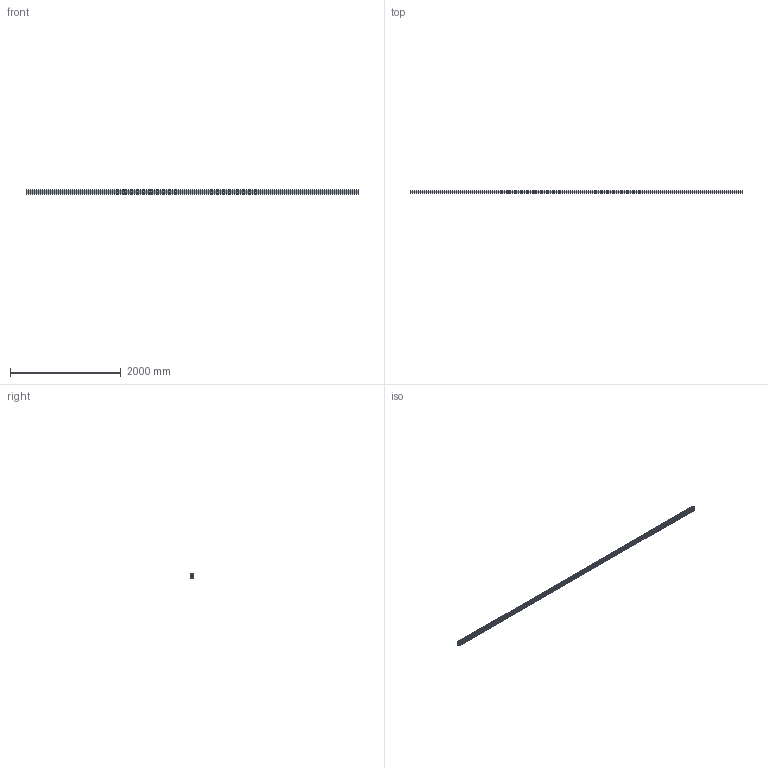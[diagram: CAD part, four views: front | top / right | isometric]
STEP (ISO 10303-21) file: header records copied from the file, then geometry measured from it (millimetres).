
FILE_DESCRIPTION (( 'STEP AP214' ), '1' );
FILE_NAME ('202078_Profil 8 40x80EL.STEP', '2019-02-06T08:09:49', ( '' ), ( '' ), 'SwSTEP 2.0', 'SolidWorks 2017', '' );
FILE_SCHEMA (( 'AUTOMOTIVE_DESIGN' ));
Length unit declared in the file: millimetre
Products named in the file (1): 202078_Profil 8 40x80EL
Bounding box: 6000 x 40 x 80 mm (x, y, z)
Volume: 5464871.1 mm3; surface area: 5311851.3 mm2
Topology: 1 solids, 1 shells, 344 faces, 1026 edges, 684 vertices
Faces by surface type: plane 240, cylinder 104
Entity records: 11596 total; most frequent: CARTESIAN_POINT 2055, ORIENTED_EDGE 2052, DIRECTION 1924, EDGE_CURVE 1026, VECTOR 818, LINE 818, VERTEX_POINT 684, AXIS2_PLACEMENT_3D 553
